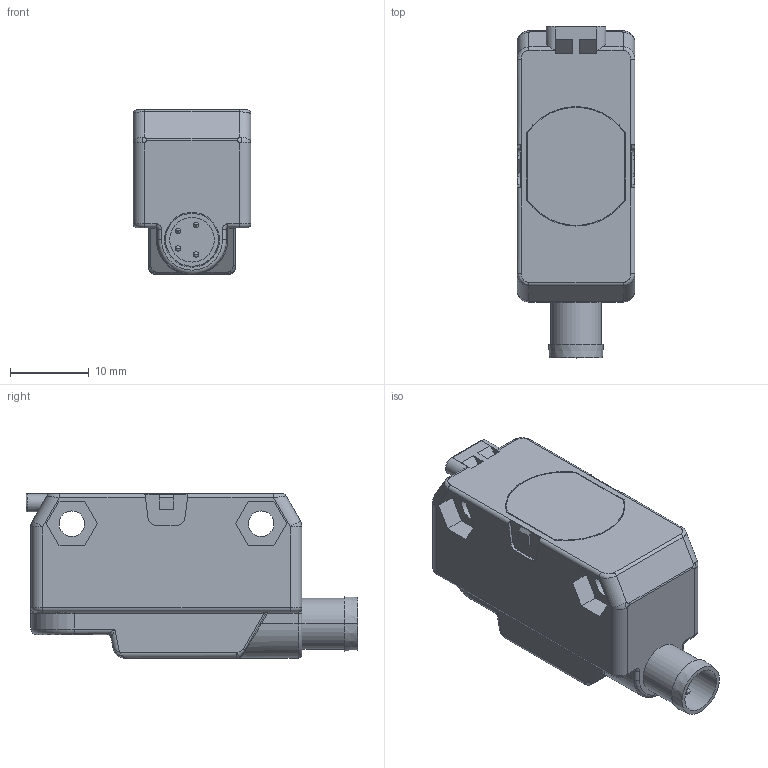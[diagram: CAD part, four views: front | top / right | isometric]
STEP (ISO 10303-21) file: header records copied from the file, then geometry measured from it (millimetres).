
FILE_DESCRIPTION((''),'2;1');
FILE_NAME('139466_SW','2008-05-07T',('banengservice'),('BANNER ENGINEERING'),'PRO/ENGINEER BY PARAMETRIC TECHNOLOGY CORPORATION, 2006170','PRO/ENGINEER BY PARAMETRIC TECHNOLOGY CORPORATION, 2006170','');
FILE_SCHEMA(('CONFIG_CONTROL_DESIGN'));
Length unit declared in the file: inch
Products named in the file (1): 139466_SW
Bounding box: 15 x 42.22 x 20.9 mm (x, y, z)
Volume: 8983.7 mm3; surface area: 3611 mm2
Topology: 1 solids, 1 shells, 232 faces, 535 edges, 318 vertices
Faces by surface type: plane 88, cylinder 82, bspline 34, torus 16, sphere 10, cone 2
Entity records: 8092 total; most frequent: CARTESIAN_POINT 2938, ORIENTED_EDGE 1066, DIRECTION 1049, EDGE_CURVE 533, AXIS2_PLACEMENT_3D 382, VERTEX_POINT 318, VECTOR 285, LINE 285
